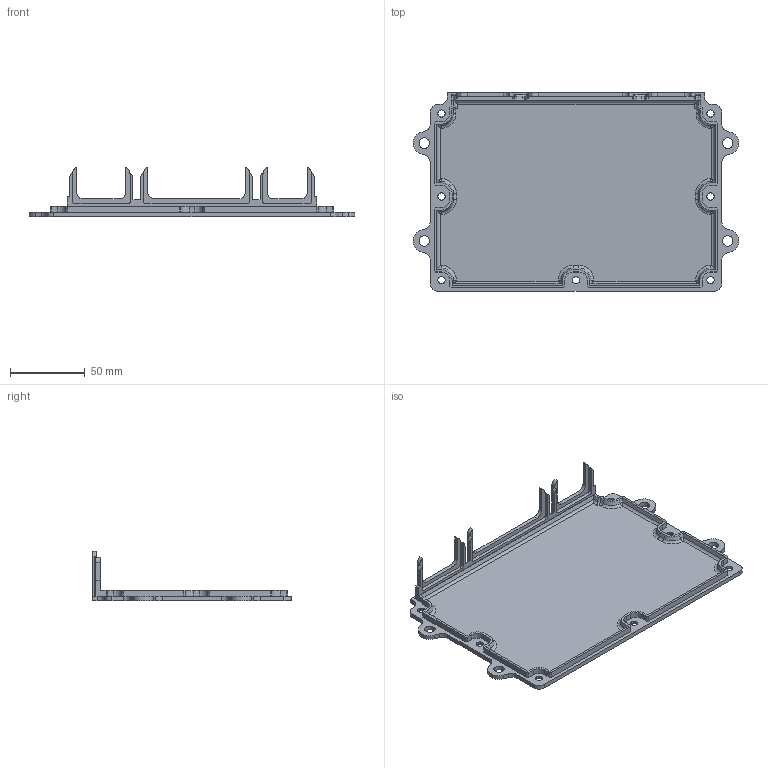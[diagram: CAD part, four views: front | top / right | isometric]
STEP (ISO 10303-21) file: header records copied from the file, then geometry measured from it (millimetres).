
FILE_DESCRIPTION(/* description */ ('KiCad electronic assembly'),/* implementation_level */ '2;1');
FILE_NAME(/* name */ 'super-uaefi v5 Bottom.step',/* time_stamp */ '2025-06-29T22:55:17+03:00',/* author */ (''),/* organization */ (''),/* preprocessor_version */ 'ST-DEVELOPER v20.1',/* originating_system */ 'Autodesk Translation Framework v14.10.0.0',/* authorisation */ '');
FILE_SCHEMA (('AUTOMOTIVE_DESIGN { 1 0 10303 214 3 1 1 }'));
Length unit declared in the file: millimetre
Products named in the file (1): private-p 1
Bounding box: 218 x 133 x 33.25 mm (x, y, z)
Volume: 90707.2 mm3; surface area: 63042.4 mm2
Topology: 1 solids, 1 shells, 283 faces, 774 edges, 494 vertices
Faces by surface type: plane 133, cylinder 111, cone 17, torus 15, sphere 5, bspline 2
Full cylindrical faces by diameter (mm): 4.8 x7, 7 x4
Entity records: 9156 total; most frequent: CARTESIAN_POINT 1727, DIRECTION 1578, ORIENTED_EDGE 1548, EDGE_CURVE 774, AXIS2_PLACEMENT_3D 535, LINE 508, VECTOR 508, VERTEX_POINT 494
